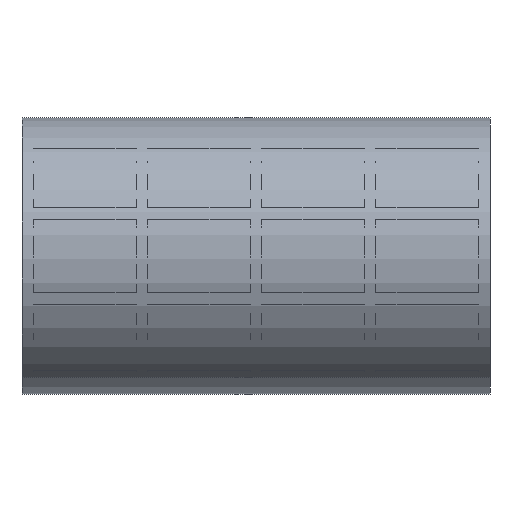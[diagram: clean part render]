
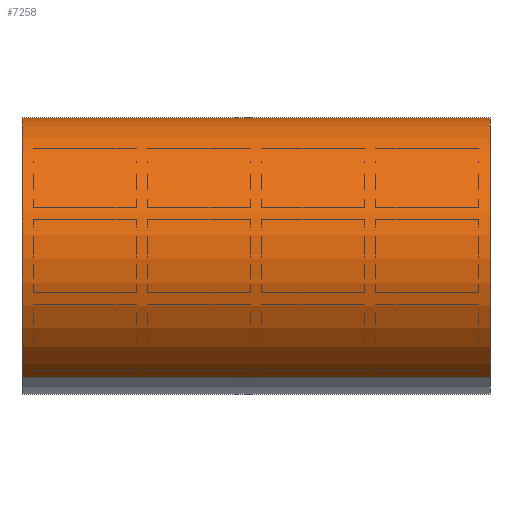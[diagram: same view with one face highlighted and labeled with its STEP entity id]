
A CAD part, front view. The second image highlights one B-rep face of the part: STEP entity #7258.
In plain terms, the highlighted cylindrical face has radius 605 mm (diameter 1210 mm), a partial arc.
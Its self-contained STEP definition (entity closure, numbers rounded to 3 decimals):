
#7202=CARTESIAN_POINT('Axis2P3D Location',(-1000.,0.,0.)) ;
#7211=CARTESIAN_POINT('Vertex',(-2025.,290.052,530.937)) ;
#7213=CARTESIAN_POINT('Vertex',(-2025.,-290.052,-530.937)) ;
#7216=CARTESIAN_POINT('Line Origine',(-1000.,290.052,530.937)) ;
#7220=CARTESIAN_POINT('Vertex',(25.,290.052,530.937)) ;
#7227=CARTESIAN_POINT('Vertex',(25.,-290.052,-530.937)) ;
#7230=CARTESIAN_POINT('Line Origine',(-1000.,-290.052,-530.937)) ;
#7242=CARTESIAN_POINT('Axis2P3D Location',(25.,0.,0.)) ;
#7247=CARTESIAN_POINT('Axis2P3D Location',(-2025.,0.,0.)) ;
#7203=DIRECTION('Axis2P3D Direction',(1.,0.,-0.)) ;
#7204=DIRECTION('Axis2P3D XDirection',(0.,0.479,0.878)) ;
#7217=DIRECTION('Vector Direction',(1.,0.,0.)) ;
#7231=DIRECTION('Vector Direction',(1.,0.,0.)) ;
#7243=DIRECTION('Axis2P3D Direction',(1.,0.,-0.)) ;
#7248=DIRECTION('Axis2P3D Direction',(1.,0.,-0.)) ;
#7205=AXIS2_PLACEMENT_3D('Cylinder Axis2P3D',#7202,#7203,#7204) ;
#7244=AXIS2_PLACEMENT_3D('Circle Axis2P3D',#7242,#7243,$) ;
#7249=AXIS2_PLACEMENT_3D('Circle Axis2P3D',#7247,#7248,$) ;
#7253=ORIENTED_EDGE('',*,*,#7234,.F.) ;
#7254=ORIENTED_EDGE('',*,*,#7246,.F.) ;
#7255=ORIENTED_EDGE('',*,*,#7222,.T.) ;
#7256=ORIENTED_EDGE('',*,*,#7251,.F.) ;
#7218=VECTOR('Line Direction',#7217,1.) ;
#7232=VECTOR('Line Direction',#7231,1.) ;
#7258=ADVANCED_FACE('PartBody',(#7257),#7206,.T.) ;
#7245=CIRCLE('generated circle',#7244,605.) ;
#7250=CIRCLE('generated circle',#7249,605.) ;
#7206=CYLINDRICAL_SURFACE('generated cylinder',#7205,605.) ;
#7222=EDGE_CURVE('',#7221,#7212,#7219,.F.) ;
#7234=EDGE_CURVE('',#7228,#7214,#7233,.F.) ;
#7246=EDGE_CURVE('',#7221,#7228,#7245,.T.) ;
#7251=EDGE_CURVE('',#7214,#7212,#7250,.F.) ;
#7252=EDGE_LOOP('',(#7253,#7254,#7255,#7256)) ;
#7257=FACE_OUTER_BOUND('',#7252,.T.) ;
#7219=LINE('Line',#7216,#7218) ;
#7233=LINE('Line',#7230,#7232) ;
#7212=VERTEX_POINT('',#7211) ;
#7214=VERTEX_POINT('',#7213) ;
#7221=VERTEX_POINT('',#7220) ;
#7228=VERTEX_POINT('',#7227) ;
